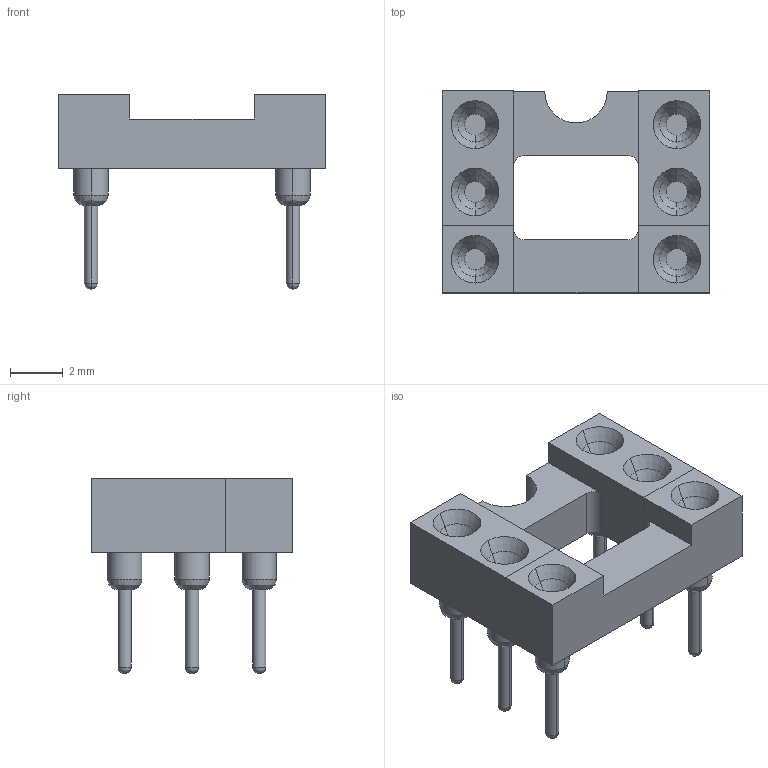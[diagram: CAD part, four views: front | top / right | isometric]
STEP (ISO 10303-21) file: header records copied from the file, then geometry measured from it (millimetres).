
FILE_DESCRIPTION((''),'2;1');
FILE_NAME('DIPS6-300.stp','2013-05-08T12:53:55',(''),(''),'Mechanical Desktop 2011','Mechanical Desktop 2011',', , ');
FILE_SCHEMA(('AUTOMOTIVE_DESIGN { 1 2 10303 214 1 1 1 1 }'));
Length unit declared in the file: millimetre
Products named in the file (1): Product
Bounding box: 10.1 x 7.62 x 7.37 mm (x, y, z)
Volume: 151.4 mm3; surface area: 512.6 mm2
Topology: 20 solids, 20 shells, 168 faces, 342 edges, 202 vertices
Faces by surface type: cylinder 65, plane 55, cone 24, bspline 12, sphere 12
Entity records: 4864 total; most frequent: CARTESIAN_POINT 1229, DIRECTION 822, ORIENTED_EDGE 660, AXIS2_PLACEMENT_3D 335, EDGE_CURVE 330, VERTEX_POINT 202, EDGE_LOOP 180, CIRCLE 178
